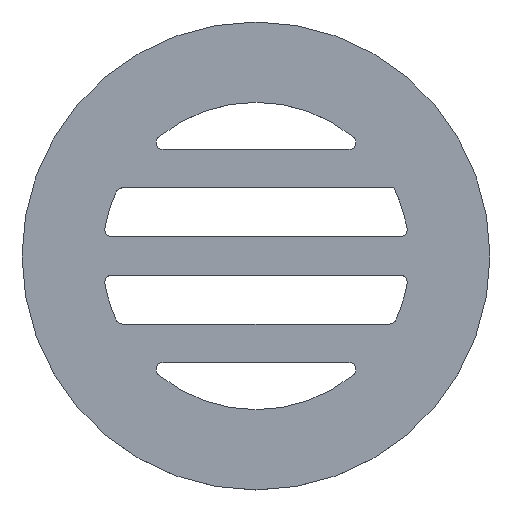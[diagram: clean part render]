
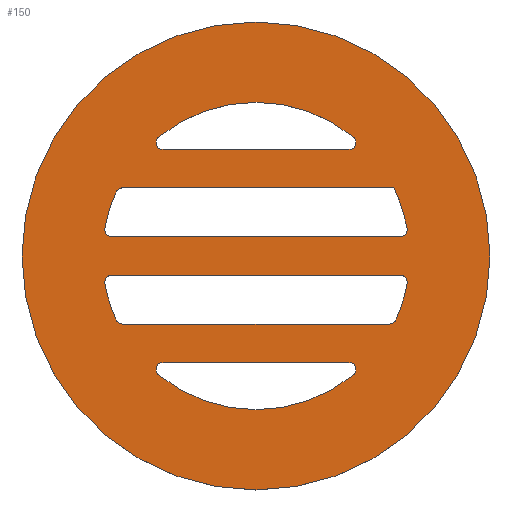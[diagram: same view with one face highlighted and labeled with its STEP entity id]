
A CAD part, top view. The second image highlights one B-rep face of the part: STEP entity #150.
In plain terms, the highlighted planar face has unit normal (0, 0, 1).
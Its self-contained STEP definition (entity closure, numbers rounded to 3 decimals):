
#150=ADVANCED_FACE('',(#194,#195,#196,#197,#198),#184,.T.);
#184=PLANE('',#699);
#194=FACE_BOUND('',#222,.T.);
#195=FACE_BOUND('',#223,.T.);
#196=FACE_BOUND('',#224,.T.);
#197=FACE_BOUND('',#225,.T.);
#198=FACE_BOUND('',#226,.T.);
#222=EDGE_LOOP('',(#317,#318,#319,#320,#321,#322,#323,#324));
#223=EDGE_LOOP('',(#325,#326,#327,#328));
#224=EDGE_LOOP('',(#329,#330,#331,#332));
#225=EDGE_LOOP('',(#333,#334,#335,#336,#337,#338,#339));
#226=EDGE_LOOP('',(#340));
#273=CIRCLE('',#681,1.);
#274=CIRCLE('',#682,22.);
#275=CIRCLE('',#683,1.);
#276=CIRCLE('',#684,1.);
#277=CIRCLE('',#685,22.);
#278=CIRCLE('',#686,1.);
#279=CIRCLE('',#687,1.);
#280=CIRCLE('',#688,22.);
#281=CIRCLE('',#689,1.);
#282=CIRCLE('',#690,1.);
#283=CIRCLE('',#691,22.);
#284=CIRCLE('',#692,1.);
#285=CIRCLE('',#693,22.);
#286=CIRCLE('',#694,1.);
#287=CIRCLE('',#695,1.);
#288=CIRCLE('',#696,22.);
#289=CIRCLE('',#697,1.);
#290=CIRCLE('',#698,33.5);
#317=ORIENTED_EDGE('',*,*,#531,.T.);
#318=ORIENTED_EDGE('',*,*,#532,.T.);
#319=ORIENTED_EDGE('',*,*,#533,.T.);
#320=ORIENTED_EDGE('',*,*,#534,.T.);
#321=ORIENTED_EDGE('',*,*,#535,.T.);
#322=ORIENTED_EDGE('',*,*,#536,.T.);
#323=ORIENTED_EDGE('',*,*,#537,.T.);
#324=ORIENTED_EDGE('',*,*,#538,.T.);
#325=ORIENTED_EDGE('',*,*,#539,.T.);
#326=ORIENTED_EDGE('',*,*,#540,.T.);
#327=ORIENTED_EDGE('',*,*,#541,.T.);
#328=ORIENTED_EDGE('',*,*,#542,.T.);
#329=ORIENTED_EDGE('',*,*,#543,.T.);
#330=ORIENTED_EDGE('',*,*,#544,.T.);
#331=ORIENTED_EDGE('',*,*,#545,.T.);
#332=ORIENTED_EDGE('',*,*,#546,.T.);
#333=ORIENTED_EDGE('',*,*,#547,.T.);
#334=ORIENTED_EDGE('',*,*,#548,.T.);
#335=ORIENTED_EDGE('',*,*,#549,.T.);
#336=ORIENTED_EDGE('',*,*,#550,.T.);
#337=ORIENTED_EDGE('',*,*,#551,.T.);
#338=ORIENTED_EDGE('',*,*,#552,.T.);
#339=ORIENTED_EDGE('',*,*,#553,.T.);
#340=ORIENTED_EDGE('',*,*,#554,.T.);
#475=VERTEX_POINT('',#954);
#476=VERTEX_POINT('',#955);
#477=VERTEX_POINT('',#957);
#478=VERTEX_POINT('',#959);
#479=VERTEX_POINT('',#961);
#480=VERTEX_POINT('',#963);
#481=VERTEX_POINT('',#965);
#482=VERTEX_POINT('',#967);
#483=VERTEX_POINT('',#970);
#484=VERTEX_POINT('',#971);
#485=VERTEX_POINT('',#973);
#486=VERTEX_POINT('',#975);
#487=VERTEX_POINT('',#978);
#488=VERTEX_POINT('',#979);
#489=VERTEX_POINT('',#981);
#490=VERTEX_POINT('',#983);
#491=VERTEX_POINT('',#986);
#492=VERTEX_POINT('',#987);
#493=VERTEX_POINT('',#989);
#494=VERTEX_POINT('',#991);
#495=VERTEX_POINT('',#993);
#496=VERTEX_POINT('',#995);
#497=VERTEX_POINT('',#997);
#498=VERTEX_POINT('',#1000);
#531=EDGE_CURVE('',#475,#476,#610,.T.);
#532=EDGE_CURVE('',#476,#477,#273,.T.);
#533=EDGE_CURVE('',#477,#478,#274,.T.);
#534=EDGE_CURVE('',#478,#479,#275,.T.);
#535=EDGE_CURVE('',#479,#480,#611,.T.);
#536=EDGE_CURVE('',#480,#481,#276,.T.);
#537=EDGE_CURVE('',#481,#482,#277,.T.);
#538=EDGE_CURVE('',#482,#475,#278,.T.);
#539=EDGE_CURVE('',#483,#484,#612,.T.);
#540=EDGE_CURVE('',#484,#485,#279,.T.);
#541=EDGE_CURVE('',#485,#486,#280,.T.);
#542=EDGE_CURVE('',#486,#483,#281,.T.);
#543=EDGE_CURVE('',#487,#488,#613,.T.);
#544=EDGE_CURVE('',#488,#489,#282,.T.);
#545=EDGE_CURVE('',#489,#490,#283,.T.);
#546=EDGE_CURVE('',#490,#487,#284,.T.);
#547=EDGE_CURVE('',#491,#492,#285,.T.);
#548=EDGE_CURVE('',#492,#493,#286,.T.);
#549=EDGE_CURVE('',#493,#494,#614,.T.);
#550=EDGE_CURVE('',#494,#495,#287,.T.);
#551=EDGE_CURVE('',#495,#496,#288,.T.);
#552=EDGE_CURVE('',#496,#497,#289,.T.);
#553=EDGE_CURVE('',#497,#491,#615,.T.);
#554=EDGE_CURVE('',#498,#498,#290,.T.);
#610=LINE('',#953,#645);
#611=LINE('',#962,#646);
#612=LINE('',#969,#647);
#613=LINE('',#977,#648);
#614=LINE('',#990,#649);
#615=LINE('',#998,#650);
#645=VECTOR('',#761,1.);
#646=VECTOR('',#768,1.);
#647=VECTOR('',#775,1.);
#648=VECTOR('',#782,1.);
#649=VECTOR('',#793,1.);
#650=VECTOR('',#800,1.);
#681=AXIS2_PLACEMENT_3D('',#956,#762,#763);
#682=AXIS2_PLACEMENT_3D('',#958,#764,#765);
#683=AXIS2_PLACEMENT_3D('',#960,#766,#767);
#684=AXIS2_PLACEMENT_3D('',#964,#769,#770);
#685=AXIS2_PLACEMENT_3D('',#966,#771,#772);
#686=AXIS2_PLACEMENT_3D('',#968,#773,#774);
#687=AXIS2_PLACEMENT_3D('',#972,#776,#777);
#688=AXIS2_PLACEMENT_3D('',#974,#778,#779);
#689=AXIS2_PLACEMENT_3D('',#976,#780,#781);
#690=AXIS2_PLACEMENT_3D('',#980,#783,#784);
#691=AXIS2_PLACEMENT_3D('',#982,#785,#786);
#692=AXIS2_PLACEMENT_3D('',#984,#787,#788);
#693=AXIS2_PLACEMENT_3D('',#985,#789,#790);
#694=AXIS2_PLACEMENT_3D('',#988,#791,#792);
#695=AXIS2_PLACEMENT_3D('',#992,#794,#795);
#696=AXIS2_PLACEMENT_3D('',#994,#796,#797);
#697=AXIS2_PLACEMENT_3D('',#996,#798,#799);
#698=AXIS2_PLACEMENT_3D('',#999,#801,#802);
#699=AXIS2_PLACEMENT_3D('',#1001,#803,#804);
#761=DIRECTION('',(-1.,0.,0.));
#762=DIRECTION('',(0.,0.,-1.));
#763=DIRECTION('',(1.,0.,0.));
#764=DIRECTION('',(0.,0.,-1.));
#765=DIRECTION('',(1.,0.,0.));
#766=DIRECTION('',(0.,0.,-1.));
#767=DIRECTION('',(1.,0.,0.));
#768=DIRECTION('',(1.,0.,0.));
#769=DIRECTION('',(0.,0.,-1.));
#770=DIRECTION('',(1.,0.,0.));
#771=DIRECTION('',(0.,0.,-1.));
#772=DIRECTION('',(1.,0.,0.));
#773=DIRECTION('',(0.,0.,-1.));
#774=DIRECTION('',(1.,0.,0.));
#775=DIRECTION('',(1.,0.,0.));
#776=DIRECTION('',(0.,0.,-1.));
#777=DIRECTION('',(1.,0.,0.));
#778=DIRECTION('',(0.,0.,-1.));
#779=DIRECTION('',(1.,0.,0.));
#780=DIRECTION('',(0.,0.,-1.));
#781=DIRECTION('',(1.,0.,0.));
#782=DIRECTION('',(-1.,0.,0.));
#783=DIRECTION('',(0.,0.,-1.));
#784=DIRECTION('',(1.,0.,0.));
#785=DIRECTION('',(0.,0.,-1.));
#786=DIRECTION('',(1.,0.,0.));
#787=DIRECTION('',(0.,0.,-1.));
#788=DIRECTION('',(1.,0.,0.));
#789=DIRECTION('',(0.,0.,-1.));
#790=DIRECTION('',(1.,0.,0.));
#791=DIRECTION('',(0.,0.,-1.));
#792=DIRECTION('',(1.,0.,0.));
#793=DIRECTION('',(-1.,0.,0.));
#794=DIRECTION('',(0.,0.,-1.));
#795=DIRECTION('',(1.,0.,0.));
#796=DIRECTION('',(0.,0.,-1.));
#797=DIRECTION('',(1.,0.,0.));
#798=DIRECTION('',(0.,0.,-1.));
#799=DIRECTION('',(1.,0.,0.));
#800=DIRECTION('',(1.,0.,0.));
#801=DIRECTION('',(0.,0.,1.));
#802=DIRECTION('',(1.,0.,0.));
#803=DIRECTION('',(0.,0.,1.));
#804=DIRECTION('',(1.,0.,0.));
#953=CARTESIAN_POINT('',(0.,-9.75,19.));
#954=CARTESIAN_POINT('',(19.09,-9.75,19.));
#955=CARTESIAN_POINT('',(-19.09,-9.75,19.));
#956=CARTESIAN_POINT('',(-19.09,-8.75,19.));
#957=CARTESIAN_POINT('',(-19.999,-9.167,19.));
#958=CARTESIAN_POINT('',(0.,0.,19.));
#959=CARTESIAN_POINT('',(-21.646,-3.929,19.));
#960=CARTESIAN_POINT('',(-20.662,-3.75,19.));
#961=CARTESIAN_POINT('',(-20.662,-2.75,19.));
#962=CARTESIAN_POINT('',(0.,-2.75,19.));
#963=CARTESIAN_POINT('',(20.662,-2.75,19.));
#964=CARTESIAN_POINT('',(20.662,-3.75,19.));
#965=CARTESIAN_POINT('',(21.646,-3.929,19.));
#966=CARTESIAN_POINT('',(0.,0.,19.));
#967=CARTESIAN_POINT('',(19.999,-9.167,19.));
#968=CARTESIAN_POINT('',(19.09,-8.75,19.));
#969=CARTESIAN_POINT('',(0.,-15.25,19.));
#970=CARTESIAN_POINT('',(-13.302,-15.25,19.));
#971=CARTESIAN_POINT('',(13.302,-15.25,19.));
#972=CARTESIAN_POINT('',(13.302,-16.25,19.));
#973=CARTESIAN_POINT('',(13.935,-17.024,19.));
#974=CARTESIAN_POINT('',(0.,0.,19.));
#975=CARTESIAN_POINT('',(-13.935,-17.024,19.));
#976=CARTESIAN_POINT('',(-13.302,-16.25,19.));
#977=CARTESIAN_POINT('',(0.,15.25,19.));
#978=CARTESIAN_POINT('',(13.302,15.25,19.));
#979=CARTESIAN_POINT('',(-13.302,15.25,19.));
#980=CARTESIAN_POINT('',(-13.302,16.25,19.));
#981=CARTESIAN_POINT('',(-13.935,17.024,19.));
#982=CARTESIAN_POINT('',(0.,0.,19.));
#983=CARTESIAN_POINT('',(13.935,17.024,19.));
#984=CARTESIAN_POINT('',(13.302,16.25,19.));
#985=CARTESIAN_POINT('',(0.,0.,19.));
#986=CARTESIAN_POINT('',(19.721,9.75,19.));
#987=CARTESIAN_POINT('',(21.646,3.929,19.));
#988=CARTESIAN_POINT('',(20.662,3.75,19.));
#989=CARTESIAN_POINT('',(20.662,2.75,19.));
#990=CARTESIAN_POINT('',(0.,2.75,19.));
#991=CARTESIAN_POINT('',(-20.662,2.75,19.));
#992=CARTESIAN_POINT('',(-20.662,3.75,19.));
#993=CARTESIAN_POINT('',(-21.646,3.929,19.));
#994=CARTESIAN_POINT('',(0.,0.,19.));
#995=CARTESIAN_POINT('',(-19.999,9.167,19.));
#996=CARTESIAN_POINT('',(-19.09,8.75,19.));
#997=CARTESIAN_POINT('',(-19.09,9.75,19.));
#998=CARTESIAN_POINT('',(0.,9.75,19.));
#999=CARTESIAN_POINT('',(0.,0.,19.));
#1000=CARTESIAN_POINT('',(33.5,0.,19.));
#1001=CARTESIAN_POINT('',(0.,0.,19.));
